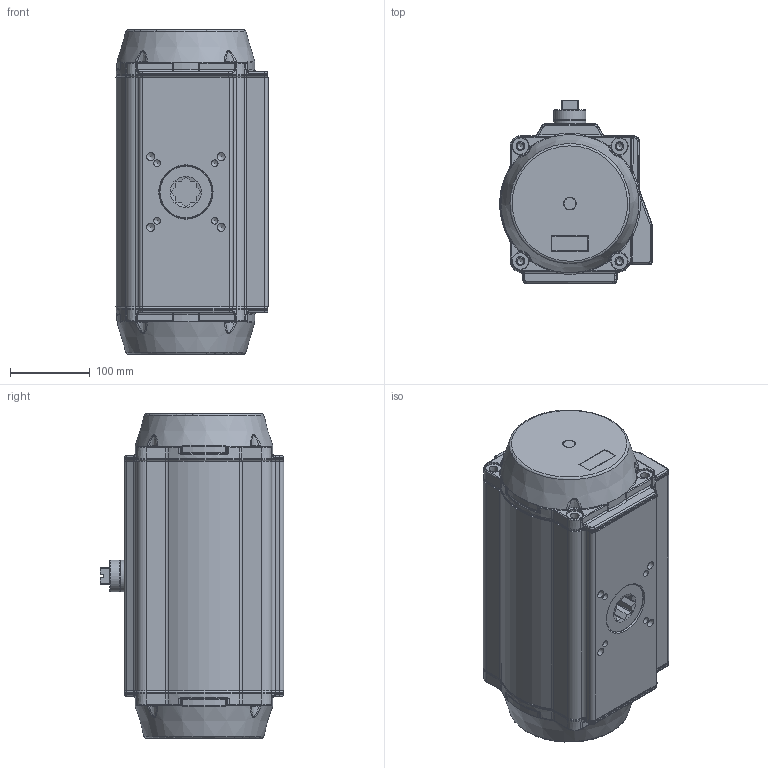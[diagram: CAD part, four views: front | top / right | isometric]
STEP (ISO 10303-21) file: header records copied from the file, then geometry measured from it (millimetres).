
FILE_DESCRIPTION(/* description */ ('Unknown'),/* implementation_level */ '2;1');
FILE_NAME(/* name */ 'PD10_PE09',/* time_stamp */ '2022-02-21T12:45:48+01:00',/* author */ ('Unknown'),/* organization */ ('Unknown'),/* preprocessor_version */ 'ST-DEVELOPER v16.7',/* originating_system */ 'Solid Edge',/* authorisation */ 'Unknown');
FILE_SCHEMA (('AUTOMOTIVE_DESIGN {1 0 10303 214 3 1 1}'));
Products named in the file (6): PD10_PE09; VTE160埴詰; vt160-2016-06-25   酘傷裔_MIR; vt160-2016-06-25; VT160-03 怀堤粣; VT160-02
Assembly tree (6 placements, depth 2):
  PD10_PE09
    VTE160埴詰
    vt160-2016-06-25   酘傷裔_MIR
    vt160-2016-06-25
    VT160-03 怀堤粣
    VT160-02  x2
Bounding box: 190.75 x 230 x 406 mm (x, y, z)
Volume: 5967531.9 mm3; surface area: 998209.5 mm2
Topology: 6 solids, 6 shells, 3062 faces, 7462 edges, 4511 vertices
Faces by surface type: bspline 826, cylinder 709, plane 687, torus 497, cone 277, sphere 66
Full cylindrical faces by diameter (mm): 4.134 x8, 4.917 x1, 8 x1, 8.376 x12, 10.106 x4, 11.445 x2, 11.835 x2, 13 x2, 20.5 x2, 30 x2, 34.3 x1, 36.4 x1, 37 x1, 40 x5, 51 x1, 53 x1, 56.8 x1, 62 x1, 66 x4, 146 x2, 150.2 x2, 155 x2, 159 x6, 160 x1
Entity records: 103665 total; most frequent: CARTESIAN_POINT 52355, ORIENTED_EDGE 11654, DIRECTION 8734, EDGE_CURVE 5827, VERTEX_POINT 3665, AXIS2_PLACEMENT_3D 3524, FACE_BOUND 2868, EDGE_LOOP 2846
